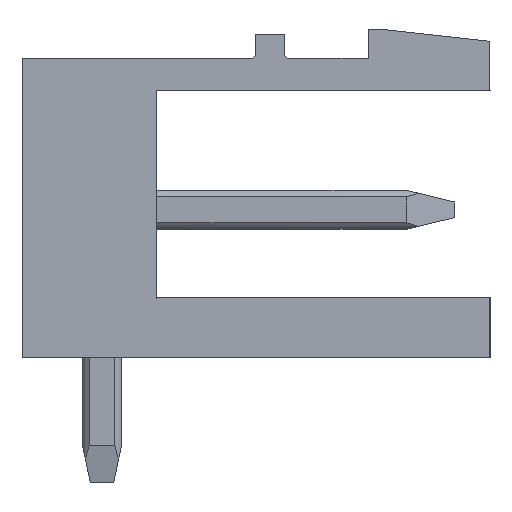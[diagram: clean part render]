
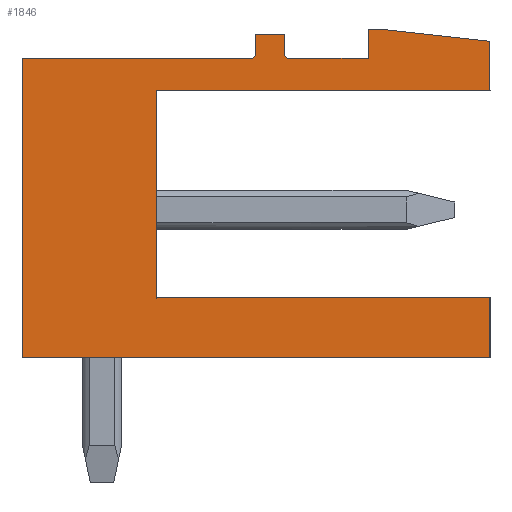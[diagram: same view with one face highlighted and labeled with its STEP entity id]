
A CAD part, left-side view. The second image highlights one B-rep face of the part: STEP entity #1846.
In plain terms, the highlighted planar face has unit normal (-1, 0, 0).
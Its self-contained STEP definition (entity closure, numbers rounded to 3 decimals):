
#428=AXIS2_PLACEMENT_3D('Circle Axis2P3D',#426,#427,$) ;
#559=AXIS2_PLACEMENT_3D('Circle Axis2P3D',#557,#558,$) ;
#1787=AXIS2_PLACEMENT_3D('Plane Axis2P3D',#1784,#1785,#1786) ;
#49=CARTESIAN_POINT('Vertex',(0.,2.8,11.63)) ;
#52=CARTESIAN_POINT('Line Origine',(0.,1.4,11.475)) ;
#56=CARTESIAN_POINT('Vertex',(0.,0.,11.32)) ;
#87=CARTESIAN_POINT('Vertex',(0.,3.12,11.63)) ;
#90=CARTESIAN_POINT('Line Origine',(0.,2.96,11.63)) ;
#356=CARTESIAN_POINT('Vertex',(0.,3.12,10.88)) ;
#359=CARTESIAN_POINT('Line Origine',(0.,3.12,11.255)) ;
#423=CARTESIAN_POINT('Vertex',(0.,5.27,10.98)) ;
#426=CARTESIAN_POINT('Axis2P3D Location',(0.,5.17,10.98)) ;
#430=CARTESIAN_POINT('Vertex',(0.,5.17,10.88)) ;
#461=CARTESIAN_POINT('Vertex',(0.,5.27,11.5)) ;
#464=CARTESIAN_POINT('Line Origine',(0.,5.27,11.24)) ;
#492=CARTESIAN_POINT('Vertex',(0.,6.02,11.5)) ;
#495=CARTESIAN_POINT('Line Origine',(0.,5.645,11.5)) ;
#523=CARTESIAN_POINT('Vertex',(0.,6.02,10.98)) ;
#526=CARTESIAN_POINT('Line Origine',(0.,6.02,11.24)) ;
#554=CARTESIAN_POINT('Vertex',(0.,6.12,10.88)) ;
#557=CARTESIAN_POINT('Axis2P3D Location',(0.,6.12,10.98)) ;
#585=CARTESIAN_POINT('Vertex',(0.,12.,10.88)) ;
#588=CARTESIAN_POINT('Line Origine',(0.,9.06,10.88)) ;
#616=CARTESIAN_POINT('Vertex',(0.,12.,3.2)) ;
#619=CARTESIAN_POINT('Line Origine',(0.,12.,7.04)) ;
#647=CARTESIAN_POINT('Vertex',(0.,0.,3.2)) ;
#650=CARTESIAN_POINT('Line Origine',(0.,6.,3.2)) ;
#1784=CARTESIAN_POINT('Axis2P3D Location',(0.,0.,0.)) ;
#1789=CARTESIAN_POINT('Line Origine',(0.,8.55,7.4)) ;
#1793=CARTESIAN_POINT('Vertex',(0.,8.55,4.74)) ;
#1795=CARTESIAN_POINT('Vertex',(0.,8.55,10.06)) ;
#1798=CARTESIAN_POINT('Line Origine',(0.,4.275,10.06)) ;
#1802=CARTESIAN_POINT('Vertex',(0.,0.,10.06)) ;
#1805=CARTESIAN_POINT('Line Origine',(0.,0.,10.69)) ;
#1810=CARTESIAN_POINT('Line Origine',(0.,4.145,10.88)) ;
#1815=CARTESIAN_POINT('Line Origine',(0.,0.,3.97)) ;
#1819=CARTESIAN_POINT('Vertex',(0.,0.,4.74)) ;
#1822=CARTESIAN_POINT('Line Origine',(0.,4.275,4.74)) ;
#53=DIRECTION('Vector Direction',(0.,0.994,0.11)) ;
#91=DIRECTION('Vector Direction',(0.,-1.,0.)) ;
#360=DIRECTION('Vector Direction',(0.,0.,-1.)) ;
#427=DIRECTION('Axis2P3D Direction',(-1.,0.,0.)) ;
#465=DIRECTION('Vector Direction',(0.,0.,-1.)) ;
#496=DIRECTION('Vector Direction',(0.,1.,0.)) ;
#527=DIRECTION('Vector Direction',(0.,0.,-1.)) ;
#558=DIRECTION('Axis2P3D Direction',(-1.,0.,0.)) ;
#589=DIRECTION('Vector Direction',(0.,1.,0.)) ;
#620=DIRECTION('Vector Direction',(0.,0.,-1.)) ;
#651=DIRECTION('Vector Direction',(0.,1.,0.)) ;
#1785=DIRECTION('Axis2P3D Direction',(-1.,0.,0.)) ;
#1786=DIRECTION('Axis2P3D XDirection',(0.,-1.,0.)) ;
#1790=DIRECTION('Vector Direction',(0.,0.,-1.)) ;
#1799=DIRECTION('Vector Direction',(0.,1.,0.)) ;
#1806=DIRECTION('Vector Direction',(0.,0.,1.)) ;
#1811=DIRECTION('Vector Direction',(0.,1.,0.)) ;
#1816=DIRECTION('Vector Direction',(0.,0.,-1.)) ;
#1823=DIRECTION('Vector Direction',(0.,-1.,0.)) ;
#54=VECTOR('Line Direction',#53,1.) ;
#92=VECTOR('Line Direction',#91,1.) ;
#361=VECTOR('Line Direction',#360,1.) ;
#466=VECTOR('Line Direction',#465,1.) ;
#497=VECTOR('Line Direction',#496,1.) ;
#528=VECTOR('Line Direction',#527,1.) ;
#590=VECTOR('Line Direction',#589,1.) ;
#621=VECTOR('Line Direction',#620,1.) ;
#652=VECTOR('Line Direction',#651,1.) ;
#1791=VECTOR('Line Direction',#1790,1.) ;
#1800=VECTOR('Line Direction',#1799,1.) ;
#1807=VECTOR('Line Direction',#1806,1.) ;
#1812=VECTOR('Line Direction',#1811,1.) ;
#1817=VECTOR('Line Direction',#1816,1.) ;
#1824=VECTOR('Line Direction',#1823,1.) ;
#1828=ORIENTED_EDGE('',*,*,#1797,.T.) ;
#1829=ORIENTED_EDGE('',*,*,#1804,.T.) ;
#1830=ORIENTED_EDGE('',*,*,#1809,.T.) ;
#1831=ORIENTED_EDGE('',*,*,#58,.T.) ;
#1832=ORIENTED_EDGE('',*,*,#94,.T.) ;
#1833=ORIENTED_EDGE('',*,*,#363,.T.) ;
#1834=ORIENTED_EDGE('',*,*,#1814,.T.) ;
#1835=ORIENTED_EDGE('',*,*,#432,.T.) ;
#1836=ORIENTED_EDGE('',*,*,#468,.T.) ;
#1837=ORIENTED_EDGE('',*,*,#499,.T.) ;
#1838=ORIENTED_EDGE('',*,*,#530,.T.) ;
#1839=ORIENTED_EDGE('',*,*,#561,.T.) ;
#1840=ORIENTED_EDGE('',*,*,#592,.T.) ;
#1841=ORIENTED_EDGE('',*,*,#623,.T.) ;
#1842=ORIENTED_EDGE('',*,*,#654,.T.) ;
#1843=ORIENTED_EDGE('',*,*,#1821,.T.) ;
#1844=ORIENTED_EDGE('',*,*,#1826,.T.) ;
#1846=ADVANCED_FACE('Housing',(#1845),#1788,.T.) ;
#429=CIRCLE('generated circle',#428,0.1) ;
#560=CIRCLE('generated circle',#559,0.1) ;
#58=EDGE_CURVE('',#57,#50,#55,.T.) ;
#94=EDGE_CURVE('',#50,#88,#93,.F.) ;
#363=EDGE_CURVE('',#88,#357,#362,.T.) ;
#432=EDGE_CURVE('',#431,#424,#429,.F.) ;
#468=EDGE_CURVE('',#424,#462,#467,.F.) ;
#499=EDGE_CURVE('',#462,#493,#498,.T.) ;
#530=EDGE_CURVE('',#493,#524,#529,.T.) ;
#561=EDGE_CURVE('',#524,#555,#560,.F.) ;
#592=EDGE_CURVE('',#555,#586,#591,.T.) ;
#623=EDGE_CURVE('',#586,#617,#622,.T.) ;
#654=EDGE_CURVE('',#617,#648,#653,.F.) ;
#1797=EDGE_CURVE('',#1794,#1796,#1792,.F.) ;
#1804=EDGE_CURVE('',#1796,#1803,#1801,.F.) ;
#1809=EDGE_CURVE('',#1803,#57,#1808,.T.) ;
#1814=EDGE_CURVE('',#357,#431,#1813,.T.) ;
#1821=EDGE_CURVE('',#648,#1820,#1818,.F.) ;
#1826=EDGE_CURVE('',#1820,#1794,#1825,.F.) ;
#1827=EDGE_LOOP('',(#1828,#1829,#1830,#1831,#1832,#1833,#1834,#1835,#1836,#1837,#1838,#1839,#1840,#1841,#1842,#1843,#1844)) ;
#1845=FACE_OUTER_BOUND('',#1827,.T.) ;
#55=LINE('Line',#52,#54) ;
#93=LINE('Line',#90,#92) ;
#362=LINE('Line',#359,#361) ;
#467=LINE('Line',#464,#466) ;
#498=LINE('Line',#495,#497) ;
#529=LINE('Line',#526,#528) ;
#591=LINE('Line',#588,#590) ;
#622=LINE('Line',#619,#621) ;
#653=LINE('Line',#650,#652) ;
#1792=LINE('Line',#1789,#1791) ;
#1801=LINE('Line',#1798,#1800) ;
#1808=LINE('Line',#1805,#1807) ;
#1813=LINE('Line',#1810,#1812) ;
#1818=LINE('Line',#1815,#1817) ;
#1825=LINE('Line',#1822,#1824) ;
#1788=PLANE('',#1787) ;
#50=VERTEX_POINT('',#49) ;
#57=VERTEX_POINT('',#56) ;
#88=VERTEX_POINT('',#87) ;
#357=VERTEX_POINT('',#356) ;
#424=VERTEX_POINT('',#423) ;
#431=VERTEX_POINT('',#430) ;
#462=VERTEX_POINT('',#461) ;
#493=VERTEX_POINT('',#492) ;
#524=VERTEX_POINT('',#523) ;
#555=VERTEX_POINT('',#554) ;
#586=VERTEX_POINT('',#585) ;
#617=VERTEX_POINT('',#616) ;
#648=VERTEX_POINT('',#647) ;
#1794=VERTEX_POINT('',#1793) ;
#1796=VERTEX_POINT('',#1795) ;
#1803=VERTEX_POINT('',#1802) ;
#1820=VERTEX_POINT('',#1819) ;
